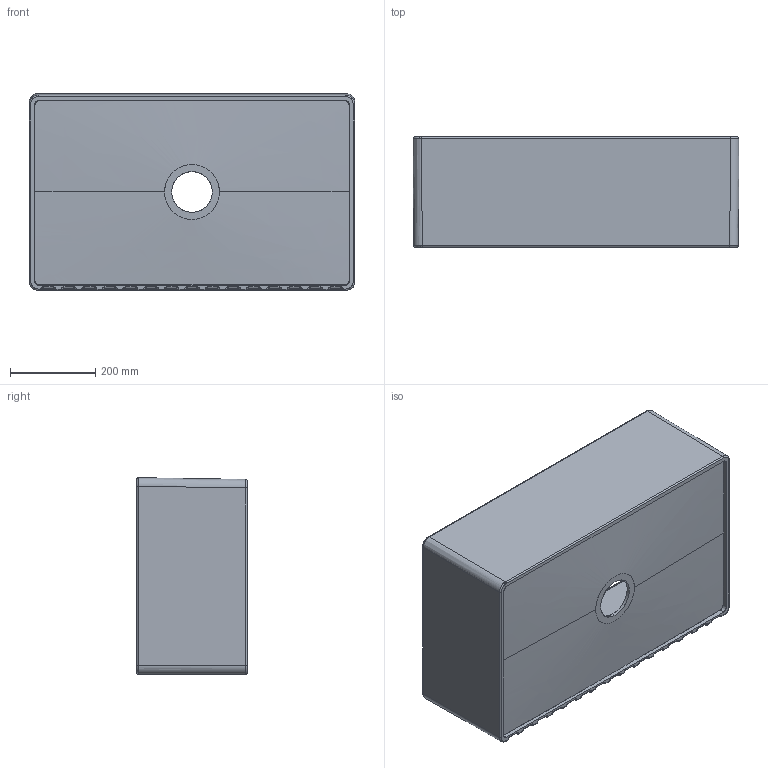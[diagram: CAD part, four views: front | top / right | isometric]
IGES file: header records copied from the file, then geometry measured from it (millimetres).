
Start section: SolidWorks IGES file using analytic representation for surfaces
Global section: file name: 10RV81076-30''x18'' Ravena Step Evye.IGS; native system: SolidWorks 2018; preprocessor: SolidWorks 2018; author: DESING05; date: 200330.144151; units: millimetre
Bounding box: 761.97 x 258 x 459.94 mm (x, y, z)
Surface area: 1813178.3 mm2 (no closed solid volume)
Topology: 0 solids, 0 shells, 462 faces, 3747 edges, 3708 vertices
Faces by surface type: revolution 251, bspline 211
